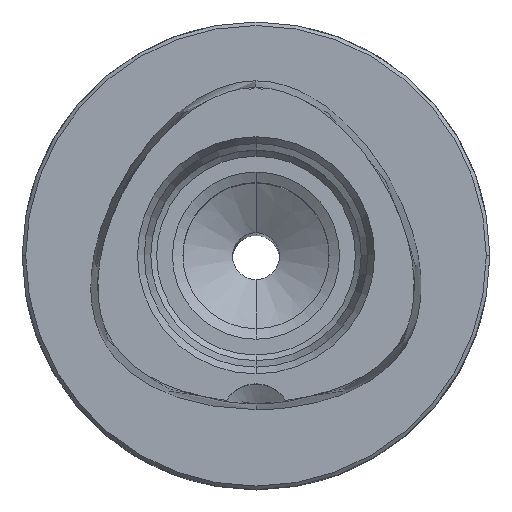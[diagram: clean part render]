
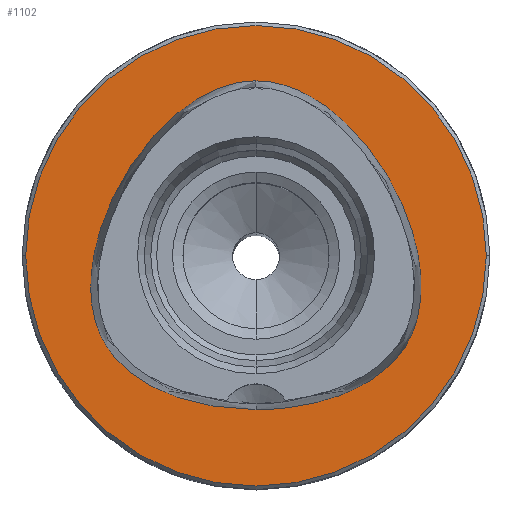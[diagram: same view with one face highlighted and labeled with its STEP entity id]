
A CAD part, top view. The second image highlights one B-rep face of the part: STEP entity #1102.
In plain terms, the highlighted planar face has unit normal (0, 0, 1).
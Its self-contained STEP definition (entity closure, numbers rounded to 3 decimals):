
#68=CARTESIAN_POINT('',(0.,14.963,0.));
#69=CARTESIAN_POINT('',(0.369,14.963,0.));
#70=CARTESIAN_POINT('',(1.103,14.91,0.));
#71=CARTESIAN_POINT('',(2.205,14.68,0.));
#72=CARTESIAN_POINT('',(3.264,14.321,0.));
#73=CARTESIAN_POINT('',(4.262,13.862,0.));
#74=CARTESIAN_POINT('',(5.207,13.319,0.));
#75=CARTESIAN_POINT('',(6.169,12.659,0.));
#76=CARTESIAN_POINT('',(7.182,11.839,0.));
#77=CARTESIAN_POINT('',(8.279,10.794,0.));
#78=CARTESIAN_POINT('',(9.407,9.522,0.));
#79=CARTESIAN_POINT('',(10.483,8.081,0.));
#80=CARTESIAN_POINT('',(11.457,6.53,0.));
#81=CARTESIAN_POINT('',(12.28,4.95,0.));
#82=CARTESIAN_POINT('',(12.914,3.461,0.));
#83=CARTESIAN_POINT('',(13.367,2.147,0.));
#84=CARTESIAN_POINT('',(13.696,0.946,0.));
#85=CARTESIAN_POINT('',(13.93,-0.193,0.));
#86=CARTESIAN_POINT('',(14.085,-1.348,0.));
#87=CARTESIAN_POINT('',(14.149,-2.516,0.));
#88=CARTESIAN_POINT('',(14.111,-3.636,0.));
#89=CARTESIAN_POINT('',(13.971,-4.712,0.));
#90=CARTESIAN_POINT('',(13.721,-5.76,0.));
#91=CARTESIAN_POINT('',(13.347,-6.77,0.));
#92=CARTESIAN_POINT('',(12.848,-7.713,0.));
#93=CARTESIAN_POINT('',(12.217,-8.587,0.));
#94=CARTESIAN_POINT('',(11.462,-9.393,0.));
#95=CARTESIAN_POINT('',(10.583,-10.133,0.));
#96=CARTESIAN_POINT('',(9.596,-10.798,0.));
#97=CARTESIAN_POINT('',(8.522,-11.38,0.));
#98=CARTESIAN_POINT('',(7.363,-11.883,0.));
#99=CARTESIAN_POINT('',(6.149,-12.301,0.));
#100=CARTESIAN_POINT('',(4.912,-12.629,0.));
#101=CARTESIAN_POINT('',(3.686,-12.872,0.));
#102=CARTESIAN_POINT('',(2.466,-13.04,0.));
#103=CARTESIAN_POINT('',(1.244,-13.14,0.));
#104=CARTESIAN_POINT('',(0.416,-13.163,0.));
#105=CARTESIAN_POINT('',(0.,-13.163,0.));
#146=CARTESIAN_POINT('',(0.,0.,0.));
#147=DIRECTION('',(0.,0.,1.));
#148=DIRECTION('',(1.,0.,0.));
#149=AXIS2_PLACEMENT_3D('',#146,#147,#148);
#154=CARTESIAN_POINT('',(0.,0.,0.));
#155=DIRECTION('',(0.,0.,1.));
#156=DIRECTION('',(-1.,0.,0.));
#157=AXIS2_PLACEMENT_3D('',#154,#155,#156);
#162=CARTESIAN_POINT('',(0.,-13.163,0.));
#163=CARTESIAN_POINT('',(-0.416,-13.163,0.));
#164=CARTESIAN_POINT('',(-1.243,-13.14,0.));
#165=CARTESIAN_POINT('',(-2.46,-13.041,0.));
#166=CARTESIAN_POINT('',(-3.677,-12.873,0.));
#167=CARTESIAN_POINT('',(-4.902,-12.632,0.));
#168=CARTESIAN_POINT('',(-6.143,-12.303,0.));
#169=CARTESIAN_POINT('',(-7.363,-11.884,0.));
#170=CARTESIAN_POINT('',(-8.528,-11.377,0.));
#171=CARTESIAN_POINT('',(-9.607,-10.791,0.));
#172=CARTESIAN_POINT('',(-10.598,-10.122,0.));
#173=CARTESIAN_POINT('',(-11.478,-9.378,0.));
#174=CARTESIAN_POINT('',(-12.23,-8.571,0.));
#175=CARTESIAN_POINT('',(-12.857,-7.699,0.));
#176=CARTESIAN_POINT('',(-13.353,-6.757,0.));
#177=CARTESIAN_POINT('',(-13.726,-5.743,0.));
#178=CARTESIAN_POINT('',(-13.972,-4.704,0.));
#179=CARTESIAN_POINT('',(-14.108,-3.655,0.));
#180=CARTESIAN_POINT('',(-14.148,-2.569,0.));
#181=CARTESIAN_POINT('',(-14.093,-1.434,0.));
#182=CARTESIAN_POINT('',(-13.948,-0.303,0.));
#183=CARTESIAN_POINT('',(-13.726,0.818,0.));
#184=CARTESIAN_POINT('',(-13.41,2.009,0.));
#185=CARTESIAN_POINT('',(-12.968,3.321,0.));
#186=CARTESIAN_POINT('',(-12.341,4.821,0.));
#187=CARTESIAN_POINT('',(-11.513,6.434,0.));
#188=CARTESIAN_POINT('',(-10.523,8.025,0.));
#189=CARTESIAN_POINT('',(-9.424,9.503,0.));
#190=CARTESIAN_POINT('',(-8.273,10.802,0.));
#191=CARTESIAN_POINT('',(-7.161,11.858,0.));
#192=CARTESIAN_POINT('',(-6.146,12.676,0.));
#193=CARTESIAN_POINT('',(-5.191,13.329,0.));
#194=CARTESIAN_POINT('',(-4.255,13.865,0.));
#195=CARTESIAN_POINT('',(-3.261,14.322,0.));
#196=CARTESIAN_POINT('',(-2.202,14.681,0.));
#197=CARTESIAN_POINT('',(-1.099,14.911,0.));
#198=CARTESIAN_POINT('',(-0.368,14.963,0.));
#199=CARTESIAN_POINT('',(0.,14.963,0.));
#897=CARTESIAN_POINT('',(19.7,0.,0.));
#898=CARTESIAN_POINT('',(-19.7,0.,0.));
#899=VERTEX_POINT('',#897);
#900=VERTEX_POINT('',#898);
#923=VERTEX_POINT('',#68);
#924=VERTEX_POINT('',#105);
#1086=CARTESIAN_POINT('',(0.,0.,0.));
#1087=DIRECTION('',(0.,0.,-1.));
#1088=DIRECTION('',(-1.,0.,0.));
#1089=AXIS2_PLACEMENT_3D('',#1086,#1087,#1088);
#1090=PLANE('',#1089);
#1092=ORIENTED_EDGE('',*,*,#1091,.F.);
#1094=ORIENTED_EDGE('',*,*,#1093,.F.);
#1095=EDGE_LOOP('',(#1092,#1094));
#1096=FACE_OUTER_BOUND('',#1095,.F.);
#1097=ORIENTED_EDGE('',*,*,#1073,.F.);
#1099=ORIENTED_EDGE('',*,*,#1098,.F.);
#1100=EDGE_LOOP('',(#1097,#1099));
#1101=FACE_BOUND('',#1100,.F.);
#106=B_SPLINE_CURVE_WITH_KNOTS('',3,(#68,#69,#70,#71,#72,#73,#74,#75,#76,#77,
#78,#79,#80,#81,#82,#83,#84,#85,#86,#87,#88,#89,#90,#91,#92,#93,#94,#95,#96,#97,
#98,#99,#100,#101,#102,#103,#104,#105),.UNSPECIFIED.,.F.,.F.,(4,1,1,1,1,1,1,1,1,
1,1,1,1,1,1,1,1,1,1,1,1,1,1,1,1,1,1,1,1,1,1,1,1,1,1,4),(0.,0.029,
0.057,0.086,0.114,0.143,
0.171,0.2,0.229,0.257,0.286,
0.314,0.343,0.371,0.4,0.429,
0.457,0.486,0.514,0.543,
0.571,0.6,0.629,0.657,0.686,
0.714,0.743,0.771,0.8,0.829,
0.857,0.886,0.914,0.943,
0.971,1.),.UNSPECIFIED.);
#150=CIRCLE('',#149,19.7);
#158=CIRCLE('',#157,19.7);
#200=B_SPLINE_CURVE_WITH_KNOTS('',3,(#162,#163,#164,#165,#166,#167,#168,#169,
#170,#171,#172,#173,#174,#175,#176,#177,#178,#179,#180,#181,#182,#183,#184,#185,
#186,#187,#188,#189,#190,#191,#192,#193,#194,#195,#196,#197,#198,#199),
.UNSPECIFIED.,.F.,.F.,(4,1,1,1,1,1,1,1,1,1,1,1,1,1,1,1,1,1,1,1,1,1,1,1,1,1,1,1,
1,1,1,1,1,1,1,4),(0.,0.029,0.057,0.086,
0.114,0.143,0.171,0.2,0.229,
0.257,0.286,0.314,0.343,
0.371,0.4,0.429,0.457,0.486,
0.514,0.543,0.571,0.6,0.629,
0.657,0.686,0.714,0.743,
0.771,0.8,0.829,0.857,0.886,
0.914,0.943,0.971,1.),.UNSPECIFIED.);
#1073=EDGE_CURVE('',#923,#924,#106,.T.);
#1091=EDGE_CURVE('',#899,#900,#150,.T.);
#1093=EDGE_CURVE('',#900,#899,#158,.T.);
#1098=EDGE_CURVE('',#924,#923,#200,.T.);
#1102=ADVANCED_FACE('',(#1096,#1101),#1090,.F.);
